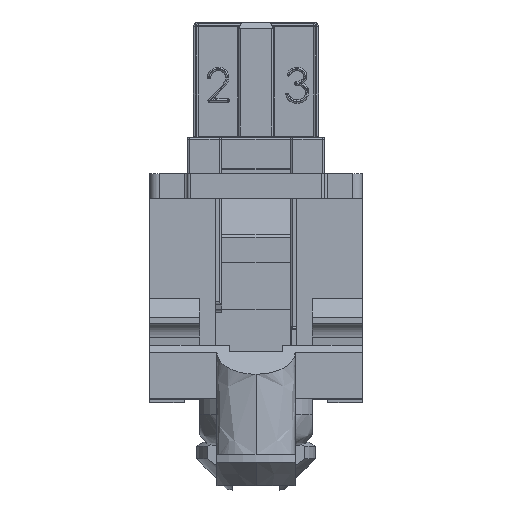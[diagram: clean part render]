
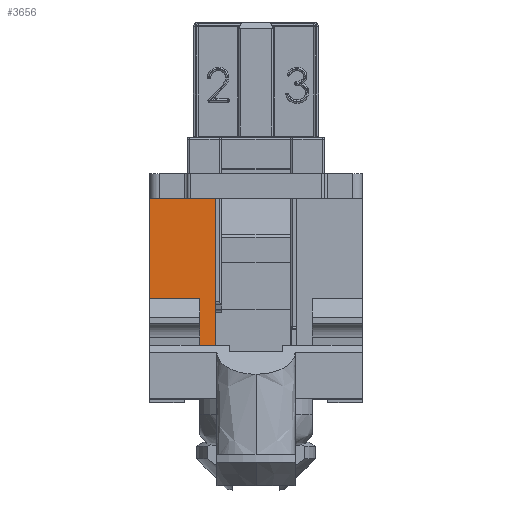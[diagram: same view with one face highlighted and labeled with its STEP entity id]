
A CAD part, top view. The second image highlights one B-rep face of the part: STEP entity #3656.
In plain terms, the highlighted planar face has unit normal (0, 0, 1).
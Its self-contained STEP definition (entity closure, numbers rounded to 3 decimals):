
#177 = VECTOR ( 'NONE', #6651, 1000. ) ;
#854 = DIRECTION ( 'NONE',  ( 0., 1., 0. ) ) ;
#1170 = EDGE_CURVE ( 'NONE', #1812, #2182, #13691, .T. ) ;
#1692 = DIRECTION ( 'NONE',  ( 1., 0., 0. ) ) ;
#1812 = VERTEX_POINT ( 'NONE', #7183 ) ;
#2169 = PLANE ( 'NONE',  #13941 ) ;
#2182 = VERTEX_POINT ( 'NONE', #15397 ) ;
#2407 = FACE_OUTER_BOUND ( 'NONE', #3758, .T. ) ;
#3253 = VECTOR ( 'NONE', #8588, 1000. ) ;
#3587 = CARTESIAN_POINT ( 'NONE',  ( 3.4, -2.9, 5.5 ) ) ;
#3618 = CARTESIAN_POINT ( 'NONE',  ( 3.4, -0.4, 5.5 ) ) ;
#3656 = ADVANCED_FACE ( 'NONE', ( #2407 ), #2169, .F. ) ;
#3758 = EDGE_LOOP ( 'NONE', ( #7177, #9200, #9179, #3835, #12085, #14101 ) ) ;
#3835 = ORIENTED_EDGE ( 'NONE', *, *, #6715, .T. ) ;
#4072 = EDGE_CURVE ( 'NONE', #2182, #13284, #10405, .T. ) ;
#4206 = CARTESIAN_POINT ( 'NONE',  ( 3.4, 2.8, 5.5 ) ) ;
#4703 = CARTESIAN_POINT ( 'NONE',  ( -1.3, -2.9, 5.5 ) ) ;
#6013 = DIRECTION ( 'NONE',  ( -1., 0., 0. ) ) ;
#6313 = VECTOR ( 'NONE', #11736, 1000. ) ;
#6651 = DIRECTION ( 'NONE',  ( 0., 1., 0. ) ) ;
#6715 = EDGE_CURVE ( 'NONE', #1812, #9719, #16262, .T. ) ;
#6747 = CARTESIAN_POINT ( 'NONE',  ( -1.3, -10., 5.5 ) ) ;
#6937 = CARTESIAN_POINT ( 'NONE',  ( -3.4, -0.4, 5.5 ) ) ;
#7177 = ORIENTED_EDGE ( 'NONE', *, *, #8141, .F. ) ;
#7183 = CARTESIAN_POINT ( 'NONE',  ( -3.4, 2.8, 5.5 ) ) ;
#7336 = VERTEX_POINT ( 'NONE', #12891 ) ;
#7827 = VERTEX_POINT ( 'NONE', #13966 ) ;
#8141 = EDGE_CURVE ( 'NONE', #13284, #7336, #14440, .T. ) ;
#8143 = CARTESIAN_POINT ( 'NONE',  ( -3.4, 3.6, 5.5 ) ) ;
#8588 = DIRECTION ( 'NONE',  ( -1., 0., 0. ) ) ;
#8749 = EDGE_CURVE ( 'NONE', #7827, #9719, #11100, .T. ) ;
#9179 = ORIENTED_EDGE ( 'NONE', *, *, #1170, .F. ) ;
#9200 = ORIENTED_EDGE ( 'NONE', *, *, #4072, .F. ) ;
#9239 = DIRECTION ( 'NONE',  ( 0., -1., 0. ) ) ;
#9557 = DIRECTION ( 'NONE',  ( 0., 0., -1. ) ) ;
#9719 = VERTEX_POINT ( 'NONE', #6937 ) ;
#10337 = VECTOR ( 'NONE', #1692, 1000. ) ;
#10364 = CARTESIAN_POINT ( 'NONE',  ( -1.8, -3.7, 5.5 ) ) ;
#10405 = LINE ( 'NONE', #6747, #6313 ) ;
#11100 = LINE ( 'NONE', #3618, #12298 ) ;
#11736 = DIRECTION ( 'NONE',  ( 0., -1., 0. ) ) ;
#12085 = ORIENTED_EDGE ( 'NONE', *, *, #8749, .F. ) ;
#12298 = VECTOR ( 'NONE', #6013, 1000. ) ;
#12891 = CARTESIAN_POINT ( 'NONE',  ( -1.8, -2.9, 5.5 ) ) ;
#12928 = VECTOR ( 'NONE', #9239, 1000. ) ;
#13146 = LINE ( 'NONE', #10364, #177 ) ;
#13284 = VERTEX_POINT ( 'NONE', #4703 ) ;
#13691 = LINE ( 'NONE', #4206, #10337 ) ;
#13941 = AXIS2_PLACEMENT_3D ( 'NONE', #14488, #9557, #854 ) ;
#13966 = CARTESIAN_POINT ( 'NONE',  ( -1.8, -0.4, 5.5 ) ) ;
#14101 = ORIENTED_EDGE ( 'NONE', *, *, #14425, .F. ) ;
#14425 = EDGE_CURVE ( 'NONE', #7336, #7827, #13146, .T. ) ;
#14440 = LINE ( 'NONE', #3587, #3253 ) ;
#14488 = CARTESIAN_POINT ( 'NONE',  ( 3.4, 3.6, 5.5 ) ) ;
#15397 = CARTESIAN_POINT ( 'NONE',  ( -1.3, 2.8, 5.5 ) ) ;
#16262 = LINE ( 'NONE', #8143, #12928 ) ;
